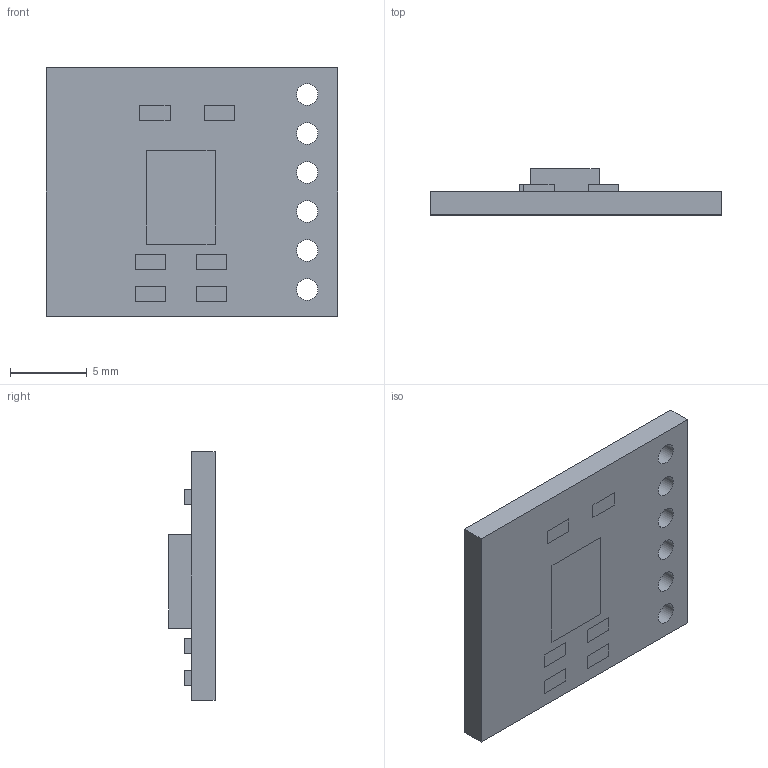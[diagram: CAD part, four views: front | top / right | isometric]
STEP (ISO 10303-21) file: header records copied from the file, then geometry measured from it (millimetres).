
FILE_DESCRIPTION(/* description */ (''),/* implementation_level */ '2;1');
FILE_NAME(/* name */ 'mcp2551_moduel.stp',/* time_stamp */ '2025-02-24T21:39:28+07:00',/* author */ ('nugro'),/* organization */ (''),/* preprocessor_version */ 'ST-DEVELOPER v20',/* originating_system */ 'Autodesk Inventor 2025',/* authorisation */ '');
FILE_SCHEMA (('AUTOMOTIVE_DESIGN { 1 0 10303 214 3 1 1 }'));
Length unit declared in the file: millimetre
Products named in the file (1): Part1
Bounding box: 19 x 3 x 16.2 mm (x, y, z)
Volume: 505.3 mm3; surface area: 969.8 mm2
Topology: 8 solids, 8 shells, 82 faces, 236 edges, 203 vertices
Faces by surface type: plane 76, cylinder 6
Full cylindrical faces by diameter (mm): 1.4 x6
Entity records: 2606 total; most frequent: CARTESIAN_POINT 484, ORIENTED_EDGE 396, DIRECTION 388, EDGE_CURVE 198, LINE 186, VECTOR 186, VERTEX_POINT 132, EDGE_LOOP 108
